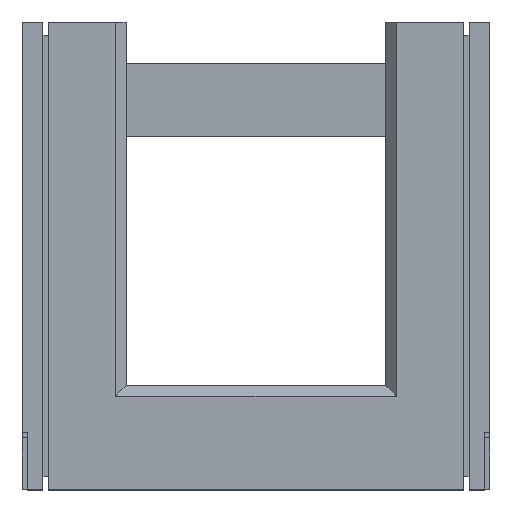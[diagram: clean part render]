
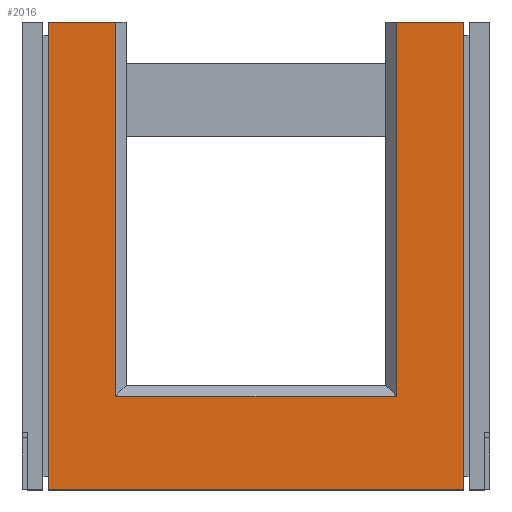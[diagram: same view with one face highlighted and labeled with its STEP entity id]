
A CAD part, top view. The second image highlights one B-rep face of the part: STEP entity #2016.
In plain terms, the highlighted planar face has unit normal (0, 0, 1).
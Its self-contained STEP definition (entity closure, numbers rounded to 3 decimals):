
#74=FACE_OUTER_BOUND('',#183,.T.);
#183=EDGE_LOOP('',(#1347,#1348,#1349,#1350,#1351,#1352,#1353,#1354));
#296=LINE('',#2785,#574);
#299=LINE('',#2791,#577);
#307=LINE('',#2808,#585);
#308=LINE('',#2810,#586);
#309=LINE('',#2812,#587);
#310=LINE('',#2814,#588);
#311=LINE('',#2816,#589);
#312=LINE('',#2817,#590);
#574=VECTOR('',#2263,1000.);
#577=VECTOR('',#2268,1000.);
#585=VECTOR('',#2280,1000.);
#586=VECTOR('',#2281,1000.);
#587=VECTOR('',#2282,1000.);
#588=VECTOR('',#2283,1000.);
#589=VECTOR('',#2284,1000.);
#590=VECTOR('',#2285,1000.);
#849=VERTEX_POINT('',#2778);
#852=VERTEX_POINT('',#2783);
#853=VERTEX_POINT('',#2787);
#861=VERTEX_POINT('',#2807);
#862=VERTEX_POINT('',#2809);
#863=VERTEX_POINT('',#2811);
#864=VERTEX_POINT('',#2813);
#865=VERTEX_POINT('',#2815);
#1044=EDGE_CURVE('',#849,#852,#296,.T.);
#1047=EDGE_CURVE('',#853,#849,#299,.T.);
#1055=EDGE_CURVE('',#852,#861,#307,.T.);
#1056=EDGE_CURVE('',#861,#862,#308,.T.);
#1057=EDGE_CURVE('',#862,#863,#309,.T.);
#1058=EDGE_CURVE('',#863,#864,#310,.T.);
#1059=EDGE_CURVE('',#864,#865,#311,.T.);
#1060=EDGE_CURVE('',#865,#853,#312,.T.);
#1347=ORIENTED_EDGE('',*,*,#1047,.T.);
#1348=ORIENTED_EDGE('',*,*,#1044,.T.);
#1349=ORIENTED_EDGE('',*,*,#1055,.T.);
#1350=ORIENTED_EDGE('',*,*,#1056,.T.);
#1351=ORIENTED_EDGE('',*,*,#1057,.T.);
#1352=ORIENTED_EDGE('',*,*,#1058,.T.);
#1353=ORIENTED_EDGE('',*,*,#1059,.T.);
#1354=ORIENTED_EDGE('',*,*,#1060,.T.);
#1914=PLANE('',#2139);
#2016=ADVANCED_FACE('',(#74),#1914,.T.);
#2139=AXIS2_PLACEMENT_3D('',#2806,#2278,#2279);
#2263=DIRECTION('',(0.,1.,0.));
#2268=DIRECTION('',(-1.,0.,0.));
#2278=DIRECTION('center_axis',(0.,0.,1.));
#2279=DIRECTION('ref_axis',(1.,0.,0.));
#2280=DIRECTION('',(-1.,0.,0.));
#2281=DIRECTION('',(0.,-1.,0.));
#2282=DIRECTION('',(1.,0.,0.));
#2283=DIRECTION('',(0.,1.,0.));
#2284=DIRECTION('',(-1.,0.,0.));
#2285=DIRECTION('',(0.,-1.,0.));
#2778=CARTESIAN_POINT('',(-2.7,1.8,2.));
#2783=CARTESIAN_POINT('',(-2.7,9.,2.));
#2785=CARTESIAN_POINT('',(-2.7,9.,2.));
#2787=CARTESIAN_POINT('',(2.7,1.8,2.));
#2791=CARTESIAN_POINT('',(-2.5,1.8,2.));
#2806=CARTESIAN_POINT('Origin',(4.,9.,2.));
#2807=CARTESIAN_POINT('',(-4.,9.,2.));
#2808=CARTESIAN_POINT('',(-2.5,9.,2.));
#2809=CARTESIAN_POINT('',(-4.,0.,2.));
#2810=CARTESIAN_POINT('',(-4.,0.,2.));
#2811=CARTESIAN_POINT('',(4.,0.,2.));
#2812=CARTESIAN_POINT('',(4.,0.,2.));
#2813=CARTESIAN_POINT('',(4.,9.,2.));
#2814=CARTESIAN_POINT('',(4.,0.,2.));
#2815=CARTESIAN_POINT('',(2.7,9.,2.));
#2816=CARTESIAN_POINT('',(4.,9.,2.));
#2817=CARTESIAN_POINT('',(2.7,2.,2.));
